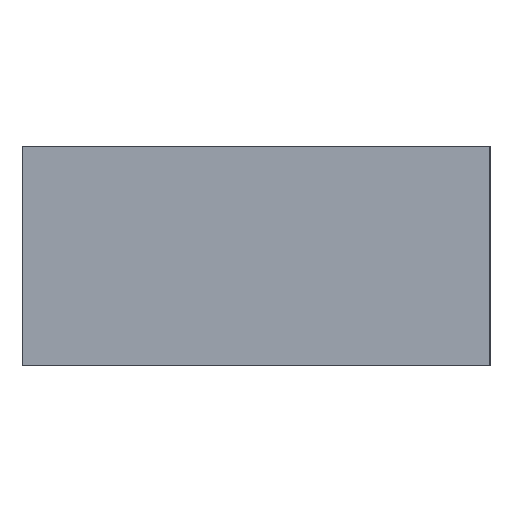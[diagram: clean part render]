
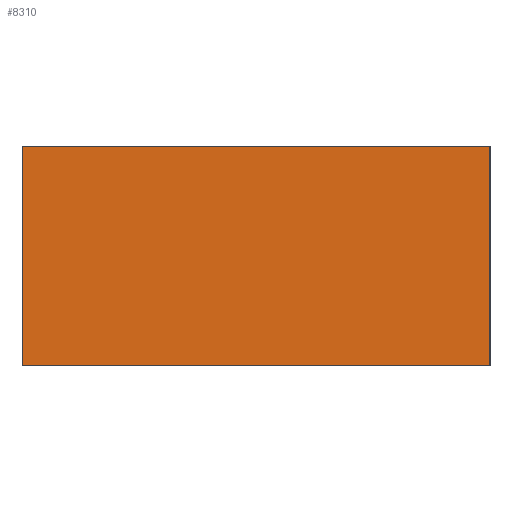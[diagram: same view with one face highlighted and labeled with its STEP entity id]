
A CAD part, left-side view. The second image highlights one B-rep face of the part: STEP entity #8310.
In plain terms, the highlighted planar face has unit normal (-1, 0, 0).
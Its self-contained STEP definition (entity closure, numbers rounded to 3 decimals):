
#723=ORIENTED_EDGE('',*,*,#1886,.T.);
#724=ORIENTED_EDGE('',*,*,#1887,.F.);
#725=ORIENTED_EDGE('',*,*,#1888,.T.);
#726=ORIENTED_EDGE('',*,*,#1836,.T.);
#1836=EDGE_CURVE('',#2419,#2418,#2922,.T.);
#1886=EDGE_CURVE('',#2418,#2467,#2954,.T.);
#1887=EDGE_CURVE('',#2468,#2467,#2955,.T.);
#1888=EDGE_CURVE('',#2468,#2419,#2956,.T.);
#2418=VERTEX_POINT('',#11527);
#2419=VERTEX_POINT('',#11529);
#2467=VERTEX_POINT('',#11741);
#2468=VERTEX_POINT('',#11743);
#2922=LINE('',#11528,#3094);
#2954=LINE('',#11740,#3126);
#2955=LINE('',#11742,#3127);
#2956=LINE('',#11744,#3128);
#3094=VECTOR('',#9609,1000.);
#3126=VECTOR('',#9667,1000.);
#3127=VECTOR('',#9668,1000.);
#3128=VECTOR('',#9669,1000.);
#3263=EDGE_LOOP('',(#723,#724,#725,#726));
#4095=FACE_BOUND('',#3263,.T.);
#4912=PLANE('',#8778);
#8310=ADVANCED_FACE('',(#4095),#4912,.F.);
#8778=AXIS2_PLACEMENT_3D('',#11739,#9665,#9666);
#9609=DIRECTION('',(0.,0.,-1.));
#9665=DIRECTION('',(1.,0.,0.));
#9666=DIRECTION('',(0.,0.,-1.));
#9667=DIRECTION('',(0.,-1.,0.));
#9668=DIRECTION('',(0.,0.,-1.));
#9669=DIRECTION('',(0.,1.,0.));
#11527=CARTESIAN_POINT('',(-65.,30.,0.));
#11528=CARTESIAN_POINT('',(-65.,30.,15.));
#11529=CARTESIAN_POINT('',(-65.,30.,28.1));
#11739=CARTESIAN_POINT('',(-65.,30.,15.));
#11740=CARTESIAN_POINT('',(-65.,30.,0.));
#11741=CARTESIAN_POINT('',(-65.,-30.,0.));
#11742=CARTESIAN_POINT('',(-65.,-30.,15.));
#11743=CARTESIAN_POINT('',(-65.,-30.,28.1));
#11744=CARTESIAN_POINT('',(-65.,-30.,28.1));
